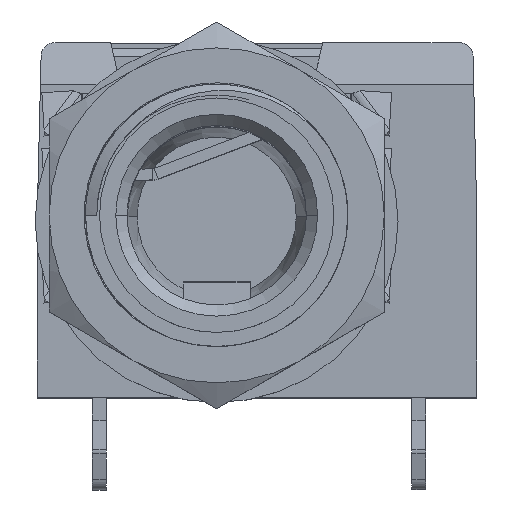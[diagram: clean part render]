
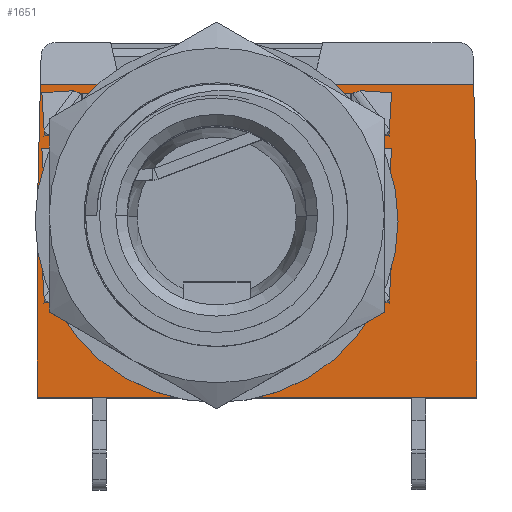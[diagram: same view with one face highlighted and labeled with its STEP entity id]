
A CAD part, top view. The second image highlights one B-rep face of the part: STEP entity #1651.
In plain terms, the highlighted planar face has unit normal (0, 0, 1).
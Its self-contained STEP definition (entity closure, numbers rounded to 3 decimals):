
#841=PLANE('',#19725);
#1651=ADVANCED_FACE('',(#2593),#841,.T.);
#2593=FACE_OUTER_BOUND('',#3558,.F.);
#3558=EDGE_LOOP('',(#7171,#7172,#7173,#7174,#7175,#7176,#7177,#7178,#7179,#7180,
#7181,#7182,#7183,#7184));
#7171=ORIENTED_EDGE('',*,*,#12711,.T.);
#7172=ORIENTED_EDGE('',*,*,#12502,.T.);
#7173=ORIENTED_EDGE('',*,*,#12712,.T.);
#7174=ORIENTED_EDGE('',*,*,#12713,.T.);
#7175=ORIENTED_EDGE('',*,*,#12714,.F.);
#7176=ORIENTED_EDGE('',*,*,#12715,.F.);
#7177=ORIENTED_EDGE('',*,*,#12716,.F.);
#7178=ORIENTED_EDGE('',*,*,#12385,.T.);
#7179=ORIENTED_EDGE('',*,*,#12717,.T.);
#7180=ORIENTED_EDGE('',*,*,#12391,.T.);
#7181=ORIENTED_EDGE('',*,*,#12718,.F.);
#7182=ORIENTED_EDGE('',*,*,#12719,.F.);
#7183=ORIENTED_EDGE('',*,*,#12720,.F.);
#7184=ORIENTED_EDGE('',*,*,#12721,.T.);
#10996=CIRCLE('',#19506,3.7);
#10999=CIRCLE('',#19509,3.7);
#11022=CIRCLE('',#19532,3.7);
#12385=EDGE_CURVE('',#18302,#18301,#10996,.T.);
#12391=EDGE_CURVE('',#18295,#18296,#10999,.T.);
#12502=EDGE_CURVE('',#18193,#18194,#14567,.T.);
#12711=EDGE_CURVE('',#18027,#18193,#14766,.T.);
#12712=EDGE_CURVE('',#18194,#18026,#14767,.T.);
#12713=EDGE_CURVE('',#18026,#18025,#14768,.T.);
#12714=EDGE_CURVE('',#18024,#18025,#14769,.T.);
#12715=EDGE_CURVE('',#18023,#18024,#14770,.T.);
#12716=EDGE_CURVE('',#18302,#18023,#14771,.T.);
#12717=EDGE_CURVE('',#18301,#18295,#11022,.T.);
#12718=EDGE_CURVE('',#18022,#18296,#14772,.T.);
#12719=EDGE_CURVE('',#18021,#18022,#14773,.T.);
#12720=EDGE_CURVE('',#18020,#18021,#14774,.T.);
#12721=EDGE_CURVE('',#18020,#18027,#14775,.T.);
#14567=LINE('',#31294,#16302);
#14766=LINE('',#31519,#16501);
#14767=LINE('',#31520,#16502);
#14768=LINE('',#31521,#16503);
#14769=LINE('',#31522,#16504);
#14770=LINE('',#31523,#16505);
#14771=LINE('',#31524,#16506);
#14772=LINE('',#31526,#16507);
#14773=LINE('',#31527,#16508);
#14774=LINE('',#31528,#16509);
#14775=LINE('',#31529,#16510);
#16302=VECTOR('',#22412,15.75);
#16501=VECTOR('',#22627,6.5);
#16502=VECTOR('',#22628,6.5);
#16503=VECTOR('',#22629,4.701);
#16504=VECTOR('',#22630,2.861);
#16505=VECTOR('',#22631,1.586);
#16506=VECTOR('',#22632,1.134);
#16507=VECTOR('',#22635,1.134);
#16508=VECTOR('',#22636,1.586);
#16509=VECTOR('',#22637,5.751);
#16510=VECTOR('',#22638,4.701);
#18020=VERTEX_POINT('',#30859);
#18021=VERTEX_POINT('',#30860);
#18022=VERTEX_POINT('',#30861);
#18023=VERTEX_POINT('',#30862);
#18024=VERTEX_POINT('',#30863);
#18025=VERTEX_POINT('',#30864);
#18026=VERTEX_POINT('',#30865);
#18027=VERTEX_POINT('',#30866);
#18193=VERTEX_POINT('',#31032);
#18194=VERTEX_POINT('',#31033);
#18295=VERTEX_POINT('',#31134);
#18296=VERTEX_POINT('',#31135);
#18301=VERTEX_POINT('',#31140);
#18302=VERTEX_POINT('',#31141);
#19506=AXIS2_PLACEMENT_3D('',#31163,#22279,#22280);
#19509=AXIS2_PLACEMENT_3D('',#31169,#22288,#22289);
#19532=AXIS2_PLACEMENT_3D('',#31525,#22633,#22634);
#19725=AXIS2_PLACEMENT_3D('',#32074,#23270,#23271);
#22279=DIRECTION('',(0.,0.,1.));
#22280=DIRECTION('',(-0.838,0.546,0.));
#22288=DIRECTION('',(0.,0.,1.));
#22289=DIRECTION('',(1.,0.,0.));
#22412=DIRECTION('',(-1.,0.,0.));
#22627=DIRECTION('',(0.,-1.,0.));
#22628=DIRECTION('',(0.,1.,0.));
#22629=DIRECTION('',(0.024,1.,0.));
#22630=DIRECTION('',(-1.,0.,0.));
#22631=DIRECTION('',(-0.224,0.975,0.));
#22632=DIRECTION('',(0.,1.,0.));
#22633=DIRECTION('',(0.,0.,1.));
#22634=DIRECTION('',(-1.,0.,0.));
#22635=DIRECTION('',(0.,-1.,0.));
#22636=DIRECTION('',(-0.224,-0.975,0.));
#22637=DIRECTION('',(-1.,0.,0.));
#22638=DIRECTION('',(0.024,-1.,0.));
#23270=DIRECTION('',(0.,0.,1.));
#23271=DIRECTION('',(-1.,0.,0.));
#30859=CARTESIAN_POINT('',(9.206,4.7,0.));
#30860=CARTESIAN_POINT('',(3.455,4.7,0.));
#30861=CARTESIAN_POINT('',(3.1,3.154,0.));
#30862=CARTESIAN_POINT('',(-3.1,3.154,0.));
#30863=CARTESIAN_POINT('',(-3.455,4.7,0.));
#30864=CARTESIAN_POINT('',(-6.316,4.7,0.));
#30865=CARTESIAN_POINT('',(-6.43,0.,0.));
#30866=CARTESIAN_POINT('',(9.32,0.,0.));
#31032=CARTESIAN_POINT('',(9.32,-6.5,0.));
#31033=CARTESIAN_POINT('',(-6.43,-6.5,0.));
#31134=CARTESIAN_POINT('',(3.7,0.,0.));
#31135=CARTESIAN_POINT('',(3.1,2.02,0.));
#31140=CARTESIAN_POINT('',(-3.7,0.,0.));
#31141=CARTESIAN_POINT('',(-3.1,2.02,0.));
#31163=CARTESIAN_POINT('',(0.,0.,0.));
#31169=CARTESIAN_POINT('',(0.,0.,0.));
#31294=CARTESIAN_POINT('',(9.32,-6.5,0.));
#31519=CARTESIAN_POINT('',(9.32,0.,0.));
#31520=CARTESIAN_POINT('',(-6.43,-6.5,0.));
#31521=CARTESIAN_POINT('',(-6.43,0.,0.));
#31522=CARTESIAN_POINT('',(-3.455,4.7,0.));
#31523=CARTESIAN_POINT('',(-3.1,3.154,0.));
#31524=CARTESIAN_POINT('',(-3.1,2.02,0.));
#31525=CARTESIAN_POINT('',(0.,0.,0.));
#31526=CARTESIAN_POINT('',(3.1,3.154,0.));
#31527=CARTESIAN_POINT('',(3.455,4.7,0.));
#31528=CARTESIAN_POINT('',(9.206,4.7,0.));
#31529=CARTESIAN_POINT('',(9.206,4.7,0.));
#32074=CARTESIAN_POINT('',(10.108,5.488,0.));
